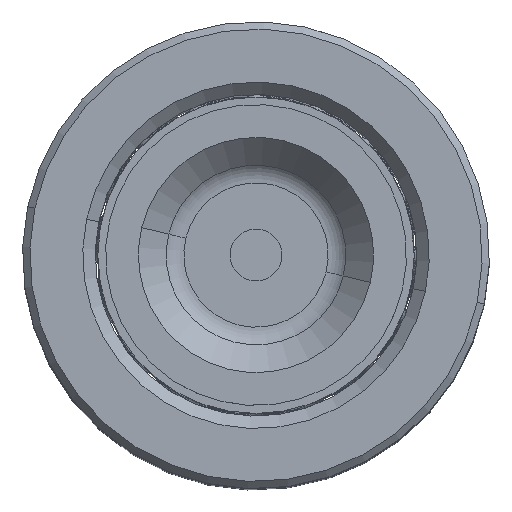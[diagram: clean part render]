
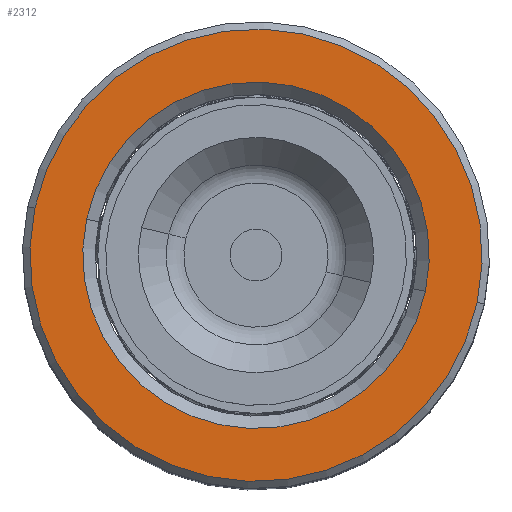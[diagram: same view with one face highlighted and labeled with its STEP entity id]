
A CAD part, top view. The second image highlights one B-rep face of the part: STEP entity #2312.
In plain terms, the highlighted planar face has unit normal (0, 0, 1).
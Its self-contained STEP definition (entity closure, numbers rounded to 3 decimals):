
#2312 = ADVANCED_FACE ( 'NONE', ( #15812, #5490 ), #14119, .T. ) ;
#2821 = EDGE_CURVE ( 'NONE', #11474, #24437, #21976, .T. ) ;
#5490 = FACE_BOUND ( 'NONE', #34486, .T. ) ;
#5538 = CARTESIAN_POINT ( 'NONE',  ( -16.7, 0., 80. ) ) ;
#5605 = CARTESIAN_POINT ( 'NONE',  ( -21.8, 0., 80. ) ) ;
#6229 = CARTESIAN_POINT ( 'NONE',  ( 0., 0., 80. ) ) ;
#6823 = CARTESIAN_POINT ( 'NONE',  ( 21.8, 0., 80. ) ) ;
#7458 = AXIS2_PLACEMENT_3D ( 'NONE', #6229, #38773, #38901 ) ;
#9000 = CIRCLE ( 'NONE', #7458, 21.8 ) ;
#9264 = AXIS2_PLACEMENT_3D ( 'NONE', #30199, #34365, #27314 ) ;
#11474 = VERTEX_POINT ( 'NONE', #5605 ) ;
#12102 = DIRECTION ( 'NONE',  ( 0., 0., 1. ) ) ;
#12370 = AXIS2_PLACEMENT_3D ( 'NONE', #19690, #17656, #16789 ) ;
#14119 = PLANE ( 'NONE',  #9264 ) ;
#15423 = EDGE_LOOP ( 'NONE', ( #37153, #31367 ) ) ;
#15812 = FACE_OUTER_BOUND ( 'NONE', #15423, .T. ) ;
#15856 = VERTEX_POINT ( 'NONE', #22048 ) ;
#16789 = DIRECTION ( 'NONE',  ( 1., 0., 0. ) ) ;
#17656 = DIRECTION ( 'NONE',  ( 0., 0., -1. ) ) ;
#18932 = AXIS2_PLACEMENT_3D ( 'NONE', #38328, #12102, #35133 ) ;
#19251 = DIRECTION ( 'NONE',  ( 1., 0., 0. ) ) ;
#19690 = CARTESIAN_POINT ( 'NONE',  ( 0., 0., 80. ) ) ;
#21976 = CIRCLE ( 'NONE', #18932, 21.8 ) ;
#22048 = CARTESIAN_POINT ( 'NONE',  ( 16.7, 0., 80. ) ) ;
#22860 = CARTESIAN_POINT ( 'NONE',  ( 0., 0., 80. ) ) ;
#23075 = CIRCLE ( 'NONE', #12370, 16.7 ) ;
#24437 = VERTEX_POINT ( 'NONE', #6823 ) ;
#25507 = ORIENTED_EDGE ( 'NONE', *, *, #31489, .T. ) ;
#27314 = DIRECTION ( 'NONE',  ( 1., 0., 0. ) ) ;
#29177 = EDGE_CURVE ( 'NONE', #15856, #38960, #42100, .T. ) ;
#29263 = ORIENTED_EDGE ( 'NONE', *, *, #29177, .T. ) ;
#29442 = DIRECTION ( 'NONE',  ( 0., 0., -1. ) ) ;
#30199 = CARTESIAN_POINT ( 'NONE',  ( 0., 0., 80. ) ) ;
#31367 = ORIENTED_EDGE ( 'NONE', *, *, #35059, .T. ) ;
#31489 = EDGE_CURVE ( 'NONE', #38960, #15856, #23075, .T. ) ;
#34365 = DIRECTION ( 'NONE',  ( 0., 0., 1. ) ) ;
#34486 = EDGE_LOOP ( 'NONE', ( #29263, #25507 ) ) ;
#35059 = EDGE_CURVE ( 'NONE', #24437, #11474, #9000, .T. ) ;
#35133 = DIRECTION ( 'NONE',  ( 1., 0., 0. ) ) ;
#37153 = ORIENTED_EDGE ( 'NONE', *, *, #2821, .T. ) ;
#38316 = AXIS2_PLACEMENT_3D ( 'NONE', #22860, #29442, #19251 ) ;
#38328 = CARTESIAN_POINT ( 'NONE',  ( 0., 0., 80. ) ) ;
#38773 = DIRECTION ( 'NONE',  ( 0., 0., 1. ) ) ;
#38901 = DIRECTION ( 'NONE',  ( 1., 0., 0. ) ) ;
#38960 = VERTEX_POINT ( 'NONE', #5538 ) ;
#42100 = CIRCLE ( 'NONE', #38316, 16.7 ) ;
